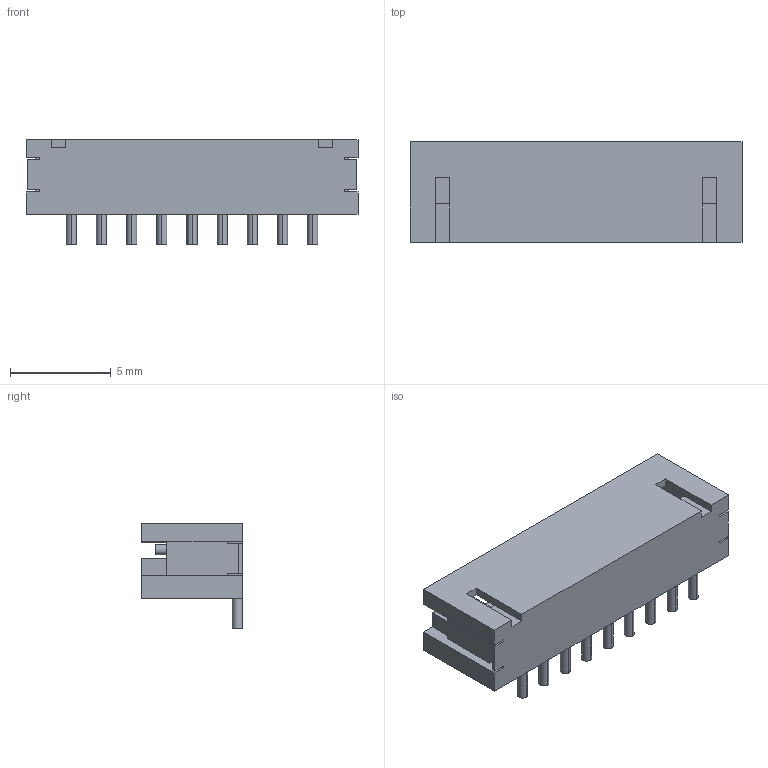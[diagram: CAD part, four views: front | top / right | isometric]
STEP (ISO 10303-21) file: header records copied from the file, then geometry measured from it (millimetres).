
FILE_DESCRIPTION (( 'STEP AP214' ), '1' );
FILE_NAME ('B9B-ZR-SM4.STEP', '2010-06-16T05:03:30', ( ' ' ), ( ' ' ), 'SwSTEP 2.0', 'SolidWorks 2005235', '' );
FILE_SCHEMA (( 'AUTOMOTIVE_DESIGN' ));
Length unit declared in the file: millimetre
Products named in the file (1): B9B-ZR-SM4
Bounding box: 16.5 x 5 x 5.2 mm (x, y, z)
Volume: 178.1 mm3; surface area: 502.1 mm2
Topology: 1 solids, 1 shells, 112 faces, 291 edges, 186 vertices
Faces by surface type: plane 76, cylinder 36
Entity records: 4658 total; most frequent: CARTESIAN_POINT 590, DIRECTION 589, ORIENTED_EDGE 582, EDGE_CURVE 291, VECTOR 219, LINE 219, VERTEX_POINT 186, AXIS2_PLACEMENT_3D 185
